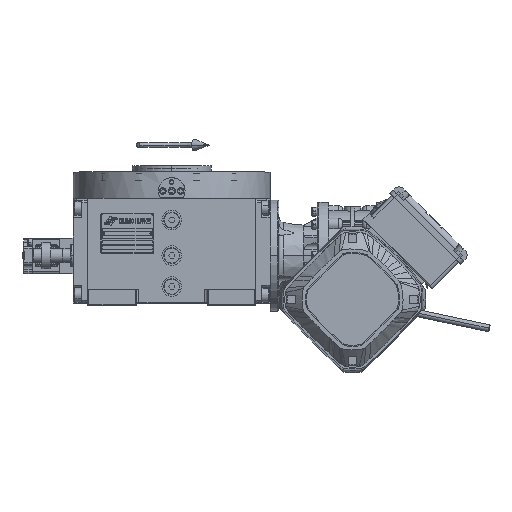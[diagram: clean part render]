
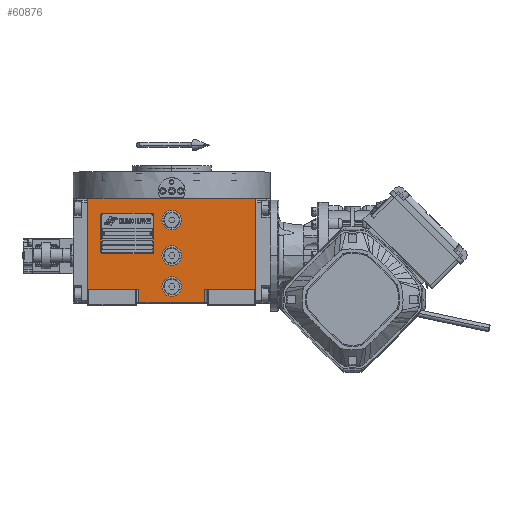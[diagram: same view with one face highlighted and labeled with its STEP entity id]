
A CAD part, top view. The second image highlights one B-rep face of the part: STEP entity #60876.
In plain terms, the highlighted planar face has unit normal (0, 0, 1).
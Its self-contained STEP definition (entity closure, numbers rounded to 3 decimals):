
#543 = EDGE_LOOP ( 'NONE', ( #53775, #141882 ) ) ;
#639 = VECTOR ( 'NONE', #65089, 1000. ) ;
#2017 = CARTESIAN_POINT ( 'NONE',  ( 11., 0., 163.5 ) ) ;
#2041 = CARTESIAN_POINT ( 'NONE',  ( -94.5, -38.5, 163.5 ) ) ;
#2736 = CARTESIAN_POINT ( 'NONE',  ( 37., -38.5, 163.5 ) ) ;
#2874 = FACE_OUTER_BOUND ( 'NONE', #41957, .T. ) ;
#3249 = ORIENTED_EDGE ( 'NONE', *, *, #91286, .T. ) ;
#4407 = CARTESIAN_POINT ( 'NONE',  ( 94.5, -38.5, 163.5 ) ) ;
#4996 = VERTEX_POINT ( 'NONE', #2041 ) ;
#10850 = CARTESIAN_POINT ( 'NONE',  ( 94.5, -38.5, 163.5 ) ) ;
#12236 = VERTEX_POINT ( 'NONE', #2736 ) ;
#15686 = CARTESIAN_POINT ( 'NONE',  ( 11., -35., 163.5 ) ) ;
#16554 = EDGE_CURVE ( 'NONE', #58019, #19768, #142268, .T. ) ;
#16588 = DIRECTION ( 'NONE',  ( -1., 0., 0. ) ) ;
#17717 = CARTESIAN_POINT ( 'NONE',  ( 0., 40., 163.5 ) ) ;
#18449 = CIRCLE ( 'NONE', #50653, 11. ) ;
#19253 = DIRECTION ( 'NONE',  ( 1., 0., 0. ) ) ;
#19768 = VERTEX_POINT ( 'NONE', #23710 ) ;
#19926 = DIRECTION ( 'NONE',  ( 1., 0., 0. ) ) ;
#22513 = CARTESIAN_POINT ( 'NONE',  ( 0., -35., 163.5 ) ) ;
#23710 = CARTESIAN_POINT ( 'NONE',  ( -11., -35., 163.5 ) ) ;
#24493 = CARTESIAN_POINT ( 'NONE',  ( -37., -53.5, 163.5 ) ) ;
#28258 = EDGE_CURVE ( 'NONE', #143732, #104780, #45391, .T. ) ;
#31535 = DIRECTION ( 'NONE',  ( 0., 0., 1. ) ) ;
#31874 = CIRCLE ( 'NONE', #135828, 11. ) ;
#34824 = EDGE_CURVE ( 'NONE', #143732, #64645, #141495, .T. ) ;
#35447 = ORIENTED_EDGE ( 'NONE', *, *, #28258, .T. ) ;
#38874 = ORIENTED_EDGE ( 'NONE', *, *, #128040, .F. ) ;
#39764 = DIRECTION ( 'NONE',  ( -1., 0., 0. ) ) ;
#40028 = DIRECTION ( 'NONE',  ( 0., 1., 0. ) ) ;
#41957 = EDGE_LOOP ( 'NONE', ( #35447, #118175, #3249, #56879, #38874, #105252, #83174, #75955 ) ) ;
#43845 = DIRECTION ( 'NONE',  ( 1., 0., 0. ) ) ;
#44416 = DIRECTION ( 'NONE',  ( 1., 0., 0. ) ) ;
#45391 = LINE ( 'NONE', #89581, #115912 ) ;
#46482 = CIRCLE ( 'NONE', #145433, 11. ) ;
#46738 = LINE ( 'NONE', #150546, #82537 ) ;
#47098 = EDGE_CURVE ( 'NONE', #72012, #86304, #134735, .T. ) ;
#47861 = PLANE ( 'NONE',  #130177 ) ;
#50153 = AXIS2_PLACEMENT_3D ( 'NONE', #17717, #101378, #19253 ) ;
#50156 = DIRECTION ( 'NONE',  ( 0., 0., 1. ) ) ;
#50507 = CARTESIAN_POINT ( 'NONE',  ( -37., -38.5, 163.5 ) ) ;
#50653 = AXIS2_PLACEMENT_3D ( 'NONE', #151518, #70211, #117461 ) ;
#52626 = DIRECTION ( 'NONE',  ( 0., 0., 1. ) ) ;
#53397 = DIRECTION ( 'NONE',  ( 1., 0., 0. ) ) ;
#53458 = LINE ( 'NONE', #135566, #639 ) ;
#53775 = ORIENTED_EDGE ( 'NONE', *, *, #16554, .F. ) ;
#54823 = VECTOR ( 'NONE', #129559, 1000. ) ;
#55473 = EDGE_CURVE ( 'NONE', #62411, #89377, #104531, .T. ) ;
#55503 = EDGE_LOOP ( 'NONE', ( #68751, #110729 ) ) ;
#56879 = ORIENTED_EDGE ( 'NONE', *, *, #65532, .T. ) ;
#58019 = VERTEX_POINT ( 'NONE', #15686 ) ;
#58828 = ORIENTED_EDGE ( 'NONE', *, *, #55473, .F. ) ;
#60734 = CARTESIAN_POINT ( 'NONE',  ( 0., -35., 163.5 ) ) ;
#60876 = ADVANCED_FACE ( 'NONE', ( #132264, #120639, #109013, #2874 ), #47861, .T. ) ;
#61160 = CARTESIAN_POINT ( 'NONE',  ( -37., -53.5, 163.5 ) ) ;
#61309 = EDGE_CURVE ( 'NONE', #4996, #125279, #92234, .T. ) ;
#61324 = LINE ( 'NONE', #85322, #54823 ) ;
#62411 = VERTEX_POINT ( 'NONE', #69739 ) ;
#64645 = VERTEX_POINT ( 'NONE', #50507 ) ;
#65089 = DIRECTION ( 'NONE',  ( 1., 0., 0. ) ) ;
#65213 = CARTESIAN_POINT ( 'NONE',  ( -94.5, -38.5, 163.5 ) ) ;
#65532 = EDGE_CURVE ( 'NONE', #143567, #115780, #112079, .T. ) ;
#65949 = LINE ( 'NONE', #101563, #82952 ) ;
#67962 = AXIS2_PLACEMENT_3D ( 'NONE', #91176, #31535, #19926 ) ;
#68751 = ORIENTED_EDGE ( 'NONE', *, *, #47098, .F. ) ;
#69739 = CARTESIAN_POINT ( 'NONE',  ( 11., 40., 163.5 ) ) ;
#70211 = DIRECTION ( 'NONE',  ( 0., 0., 1. ) ) ;
#72012 = VERTEX_POINT ( 'NONE', #2017 ) ;
#73902 = DIRECTION ( 'NONE',  ( 0., 0., 1. ) ) ;
#75955 = ORIENTED_EDGE ( 'NONE', *, *, #34824, .F. ) ;
#77928 = EDGE_CURVE ( 'NONE', #86304, #72012, #31874, .T. ) ;
#78977 = ORIENTED_EDGE ( 'NONE', *, *, #153242, .F. ) ;
#82235 = CARTESIAN_POINT ( 'NONE',  ( -94.5, 64.5, 163.5 ) ) ;
#82537 = VECTOR ( 'NONE', #44416, 1000. ) ;
#82952 = VECTOR ( 'NONE', #146513, 1000. ) ;
#83174 = ORIENTED_EDGE ( 'NONE', *, *, #142185, .T. ) ;
#85225 = CARTESIAN_POINT ( 'NONE',  ( -11., 0., 163.5 ) ) ;
#85322 = CARTESIAN_POINT ( 'NONE',  ( -94.5, -38.5, 163.5 ) ) ;
#86304 = VERTEX_POINT ( 'NONE', #85225 ) ;
#87096 = CARTESIAN_POINT ( 'NONE',  ( 0., 0., 163.5 ) ) ;
#89377 = VERTEX_POINT ( 'NONE', #119858 ) ;
#89581 = CARTESIAN_POINT ( 'NONE',  ( -37., -53.5, 163.5 ) ) ;
#91176 = CARTESIAN_POINT ( 'NONE',  ( 0., 0., 163.5 ) ) ;
#91286 = EDGE_CURVE ( 'NONE', #12236, #143567, #46738, .T. ) ;
#92234 = LINE ( 'NONE', #65213, #147627 ) ;
#95253 = AXIS2_PLACEMENT_3D ( 'NONE', #22513, #52626, #53397 ) ;
#97378 = DIRECTION ( 'NONE',  ( 1., 0., 0. ) ) ;
#101378 = DIRECTION ( 'NONE',  ( 0., 0., 1. ) ) ;
#101563 = CARTESIAN_POINT ( 'NONE',  ( 37., -38.5, 163.5 ) ) ;
#104531 = CIRCLE ( 'NONE', #50153, 11. ) ;
#104780 = VERTEX_POINT ( 'NONE', #128757 ) ;
#105252 = ORIENTED_EDGE ( 'NONE', *, *, #61309, .F. ) ;
#107393 = DIRECTION ( 'NONE',  ( 0., 1., 0. ) ) ;
#109013 = FACE_BOUND ( 'NONE', #136079, .T. ) ;
#110729 = ORIENTED_EDGE ( 'NONE', *, *, #77928, .F. ) ;
#112079 = LINE ( 'NONE', #4407, #143268 ) ;
#114744 = DIRECTION ( 'NONE',  ( 0., 1., 0. ) ) ;
#115780 = VERTEX_POINT ( 'NONE', #138176 ) ;
#115912 = VECTOR ( 'NONE', #43845, 1000. ) ;
#117461 = DIRECTION ( 'NONE',  ( -1., 0., 0. ) ) ;
#118175 = ORIENTED_EDGE ( 'NONE', *, *, #132073, .F. ) ;
#119351 = EDGE_CURVE ( 'NONE', #19768, #58019, #46482, .T. ) ;
#119858 = CARTESIAN_POINT ( 'NONE',  ( -11., 40., 163.5 ) ) ;
#120639 = FACE_BOUND ( 'NONE', #543, .T. ) ;
#122743 = DIRECTION ( 'NONE',  ( 0., 0., 1. ) ) ;
#125279 = VERTEX_POINT ( 'NONE', #82235 ) ;
#128040 = EDGE_CURVE ( 'NONE', #125279, #115780, #53458, .T. ) ;
#128757 = CARTESIAN_POINT ( 'NONE',  ( 37., -53.5, 163.5 ) ) ;
#129559 = DIRECTION ( 'NONE',  ( 1., 0., 0. ) ) ;
#130177 = AXIS2_PLACEMENT_3D ( 'NONE', #153211, #50156, #97378 ) ;
#131158 = VECTOR ( 'NONE', #107393, 1000. ) ;
#132073 = EDGE_CURVE ( 'NONE', #12236, #104780, #65949, .T. ) ;
#132264 = FACE_BOUND ( 'NONE', #55503, .T. ) ;
#134735 = CIRCLE ( 'NONE', #67962, 11. ) ;
#135566 = CARTESIAN_POINT ( 'NONE',  ( -94.5, 64.5, 163.5 ) ) ;
#135828 = AXIS2_PLACEMENT_3D ( 'NONE', #87096, #122743, #16588 ) ;
#136079 = EDGE_LOOP ( 'NONE', ( #58828, #78977 ) ) ;
#138176 = CARTESIAN_POINT ( 'NONE',  ( 94.5, 64.5, 163.5 ) ) ;
#141495 = LINE ( 'NONE', #24493, #131158 ) ;
#141882 = ORIENTED_EDGE ( 'NONE', *, *, #119351, .F. ) ;
#142185 = EDGE_CURVE ( 'NONE', #4996, #64645, #61324, .T. ) ;
#142268 = CIRCLE ( 'NONE', #95253, 11. ) ;
#143268 = VECTOR ( 'NONE', #40028, 1000. ) ;
#143567 = VERTEX_POINT ( 'NONE', #10850 ) ;
#143732 = VERTEX_POINT ( 'NONE', #61160 ) ;
#145433 = AXIS2_PLACEMENT_3D ( 'NONE', #60734, #73902, #39764 ) ;
#146513 = DIRECTION ( 'NONE',  ( 0., -1., 0. ) ) ;
#147627 = VECTOR ( 'NONE', #114744, 1000. ) ;
#150546 = CARTESIAN_POINT ( 'NONE',  ( 37., -38.5, 163.5 ) ) ;
#151518 = CARTESIAN_POINT ( 'NONE',  ( 0., 40., 163.5 ) ) ;
#153211 = CARTESIAN_POINT ( 'NONE',  ( -94.5, -53.5, 163.5 ) ) ;
#153242 = EDGE_CURVE ( 'NONE', #89377, #62411, #18449, .T. ) ;
